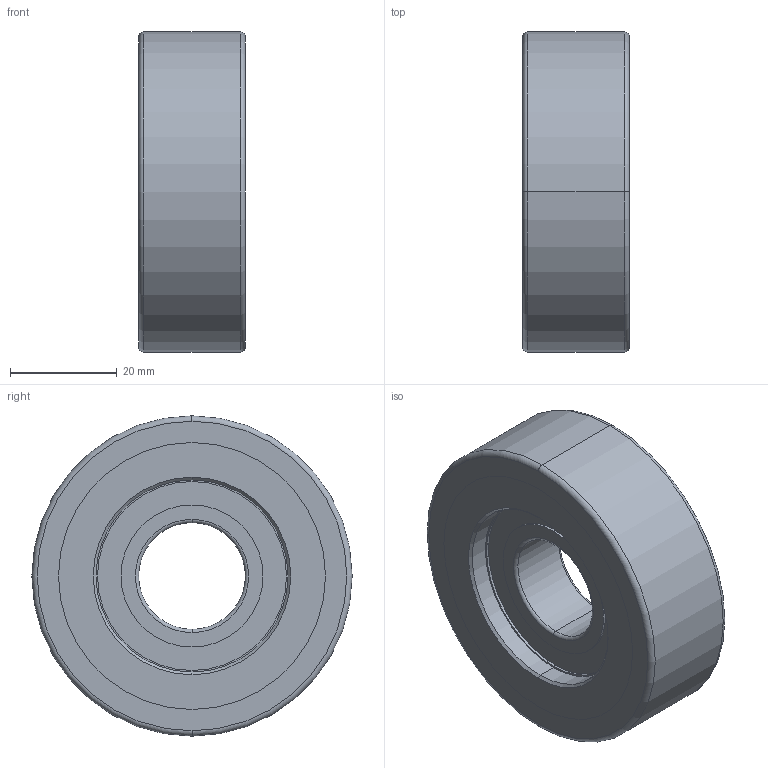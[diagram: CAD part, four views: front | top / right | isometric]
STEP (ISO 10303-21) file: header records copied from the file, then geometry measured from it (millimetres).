
FILE_DESCRIPTION (( 'STEP AP214' ), '1' );
FILE_NAME ('0038103_FVUS-060-20-12-K20_(A-01).step', '2019-01-23T10:47:55', ( '' ), ( '' ), 'SwSTEP 2.0', 'SolidWorks 2018', '' );
FILE_SCHEMA (( 'AUTOMOTIVE_DESIGN' ));
Length unit declared in the file: millimetre
Products named in the file (1): 0038103_FVUS-060-20-12-K20_(A-01)
Bounding box: 20 x 60 x 60 mm (x, y, z)
Volume: 41305.9 mm3; surface area: 25378.3 mm2
Topology: 6 solids, 6 shells, 94 faces, 207 edges, 130 vertices
Faces by surface type: cylinder 53, plane 21, torus 16, cone 4
Entity records: 3778 total; most frequent: DIRECTION 535, CARTESIAN_POINT 432, ORIENTED_EDGE 414, AXIS2_PLACEMENT_3D 233, EDGE_CURVE 207, CIRCLE 138, VERTEX_POINT 130, EDGE_LOOP 113
